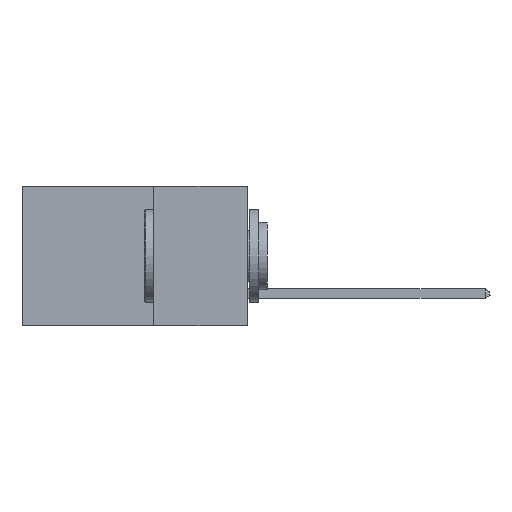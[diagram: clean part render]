
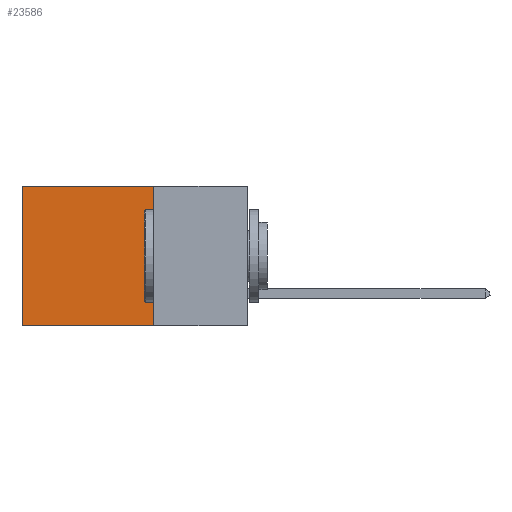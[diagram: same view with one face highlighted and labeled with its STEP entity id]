
A CAD part, left-side view. The second image highlights one B-rep face of the part: STEP entity #23586.
In plain terms, the highlighted planar face has unit normal (-1, 0, 0).
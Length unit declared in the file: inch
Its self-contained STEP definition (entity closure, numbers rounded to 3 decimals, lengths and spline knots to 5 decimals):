
#1023 = EDGE_CURVE ( 'NONE', #4043, #8004, #13659, .T. ) ;
#1566 = AXIS2_PLACEMENT_3D ( 'NONE', #25982, #12952, #15126 ) ;
#2715 = VERTEX_POINT ( 'NONE', #7311 ) ;
#3113 = CARTESIAN_POINT ( 'NONE',  ( 0.298, 0.25, -0.37 ) ) ;
#4043 = VERTEX_POINT ( 'NONE', #16673 ) ;
#4171 = PLANE ( 'NONE',  #1566 ) ;
#4208 = FACE_OUTER_BOUND ( 'NONE', #21060, .T. ) ;
#6208 = VERTEX_POINT ( 'NONE', #10003 ) ;
#6300 = CARTESIAN_POINT ( 'NONE',  ( 0.298, 0.6, 0. ) ) ;
#6374 = LINE ( 'NONE', #25567, #28186 ) ;
#7311 = CARTESIAN_POINT ( 'NONE',  ( 0.298, 0.25, 0. ) ) ;
#7820 = CARTESIAN_POINT ( 'NONE',  ( 0.298, 0.25, 0. ) ) ;
#8004 = VERTEX_POINT ( 'NONE', #24197 ) ;
#9861 = DIRECTION ( 'NONE',  ( 0., 1., 0. ) ) ;
#9896 = VECTOR ( 'NONE', #27831, 39.37008 ) ;
#10003 = CARTESIAN_POINT ( 'NONE',  ( 0.298, 0.25, -0.37 ) ) ;
#10280 = ORIENTED_EDGE ( 'NONE', *, *, #12827, .T. ) ;
#11534 = VECTOR ( 'NONE', #19131, 39.37008 ) ;
#12827 = EDGE_CURVE ( 'NONE', #2715, #4043, #6374, .T. ) ;
#12883 = LINE ( 'NONE', #7820, #11534 ) ;
#12952 = DIRECTION ( 'NONE',  ( 1., 0., 0. ) ) ;
#13220 = EDGE_CURVE ( 'NONE', #6208, #8004, #15536, .T. ) ;
#13546 = ORIENTED_EDGE ( 'NONE', *, *, #1023, .T. ) ;
#13659 = LINE ( 'NONE', #6300, #9896 ) ;
#15126 = DIRECTION ( 'NONE',  ( 0., 0., -1. ) ) ;
#15536 = LINE ( 'NONE', #3113, #17223 ) ;
#15563 = ORIENTED_EDGE ( 'NONE', *, *, #13220, .F. ) ;
#16215 = DIRECTION ( 'NONE',  ( 0., 1., 0. ) ) ;
#16398 = ORIENTED_EDGE ( 'NONE', *, *, #25762, .F. ) ;
#16673 = CARTESIAN_POINT ( 'NONE',  ( 0.298, 0.6, 0. ) ) ;
#17223 = VECTOR ( 'NONE', #16215, 39.37008 ) ;
#19131 = DIRECTION ( 'NONE',  ( 0., 0., -1. ) ) ;
#21060 = EDGE_LOOP ( 'NONE', ( #13546, #15563, #16398, #10280 ) ) ;
#23586 = ADVANCED_FACE ( 'NONE', ( #4208 ), #4171, .F. ) ;
#24197 = CARTESIAN_POINT ( 'NONE',  ( 0.298, 0.6, -0.37 ) ) ;
#25567 = CARTESIAN_POINT ( 'NONE',  ( 0.298, 0.25, 0. ) ) ;
#25762 = EDGE_CURVE ( 'NONE', #2715, #6208, #12883, .T. ) ;
#25982 = CARTESIAN_POINT ( 'NONE',  ( 0.298, 0.25, 0. ) ) ;
#27831 = DIRECTION ( 'NONE',  ( 0., 0., -1. ) ) ;
#28186 = VECTOR ( 'NONE', #9861, 39.37008 ) ;
